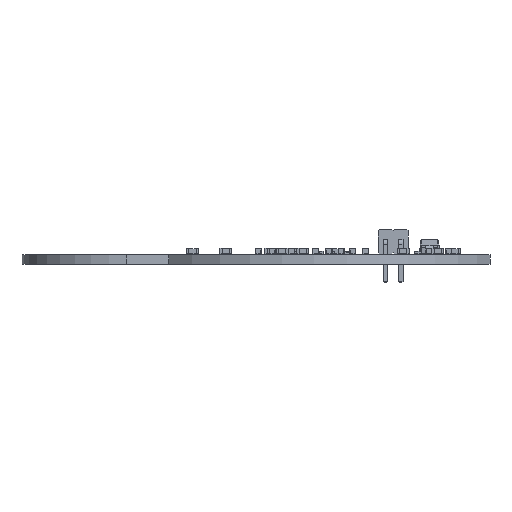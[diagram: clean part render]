
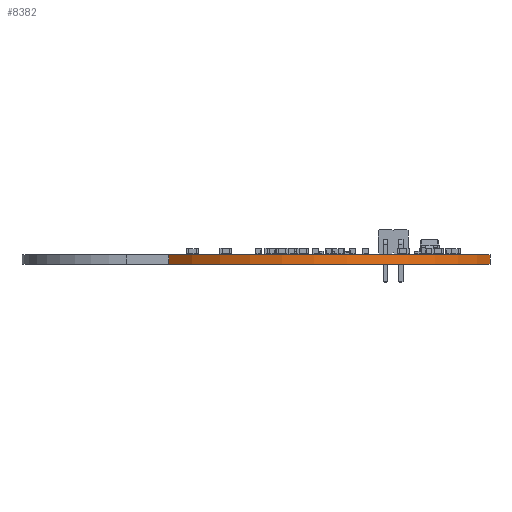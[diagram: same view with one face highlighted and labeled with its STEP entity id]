
A CAD part, front view. The second image highlights one B-rep face of the part: STEP entity #8382.
In plain terms, the highlighted cylindrical face has radius 15.945 mm (diameter 31.89 mm), a partial arc.
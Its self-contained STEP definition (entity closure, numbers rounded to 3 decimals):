
#7297 = VERTEX_POINT('',#7298);
#7298 = CARTESIAN_POINT('',(148.482,-117.898,0.));
#7304 = EDGE_CURVE('',#7305,#7297,#7307,.T.);
#7305 = VERTEX_POINT('',#7306);
#7306 = CARTESIAN_POINT('',(175.542,-112.636,0.));
#7307 = CIRCLE('',#7308,15.945);
#7308 = AXIS2_PLACEMENT_3D('',#7309,#7310,#7311);
#7309 = CARTESIAN_POINT('',(160.482,-107.398,0.));
#7310 = DIRECTION('',(-0.,0.,-1.));
#7311 = DIRECTION('',(0.944,-0.329,-0.));
#7775 = VERTEX_POINT('',#7776);
#7776 = CARTESIAN_POINT('',(148.482,-117.898,0.8));
#7782 = EDGE_CURVE('',#7783,#7775,#7785,.T.);
#7783 = VERTEX_POINT('',#7784);
#7784 = CARTESIAN_POINT('',(175.542,-112.636,0.8));
#7785 = CIRCLE('',#7786,15.945);
#7786 = AXIS2_PLACEMENT_3D('',#7787,#7788,#7789);
#7787 = CARTESIAN_POINT('',(160.482,-107.398,0.8));
#7788 = DIRECTION('',(-0.,0.,-1.));
#7789 = DIRECTION('',(0.944,-0.329,-0.));
#8352 = EDGE_CURVE('',#7297,#7775,#8353,.T.);
#8353 = LINE('',#8354,#8355);
#8354 = CARTESIAN_POINT('',(148.482,-117.898,0.));
#8355 = VECTOR('',#8356,1.);
#8356 = DIRECTION('',(0.,0.,1.));
#8371 = EDGE_CURVE('',#7305,#7783,#8372,.T.);
#8372 = LINE('',#8373,#8374);
#8373 = CARTESIAN_POINT('',(175.542,-112.636,0.));
#8374 = VECTOR('',#8375,1.);
#8375 = DIRECTION('',(0.,0.,1.));
#8382 = ADVANCED_FACE('',(#8383),#8389,.T.);
#8383 = FACE_BOUND('',#8384,.T.);
#8384 = EDGE_LOOP('',(#8385,#8386,#8387,#8388));
#8385 = ORIENTED_EDGE('',*,*,#8371,.T.);
#8386 = ORIENTED_EDGE('',*,*,#7782,.T.);
#8387 = ORIENTED_EDGE('',*,*,#8352,.F.);
#8388 = ORIENTED_EDGE('',*,*,#7304,.F.);
#8389 = CYLINDRICAL_SURFACE('',#8390,15.945);
#8390 = AXIS2_PLACEMENT_3D('',#8391,#8392,#8393);
#8391 = CARTESIAN_POINT('',(160.482,-107.398,0.));
#8392 = DIRECTION('',(-0.,0.,-1.));
#8393 = DIRECTION('',(0.944,-0.329,-0.));
